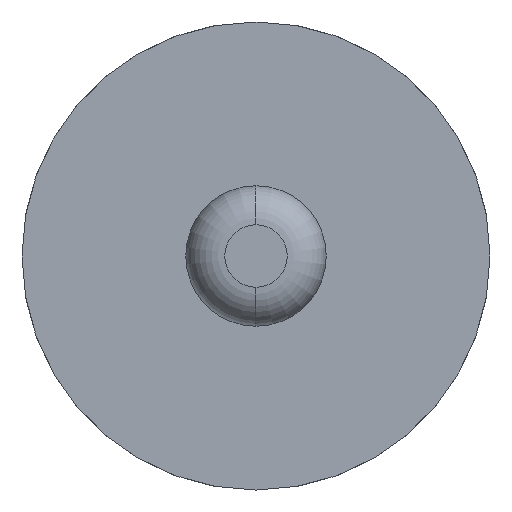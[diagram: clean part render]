
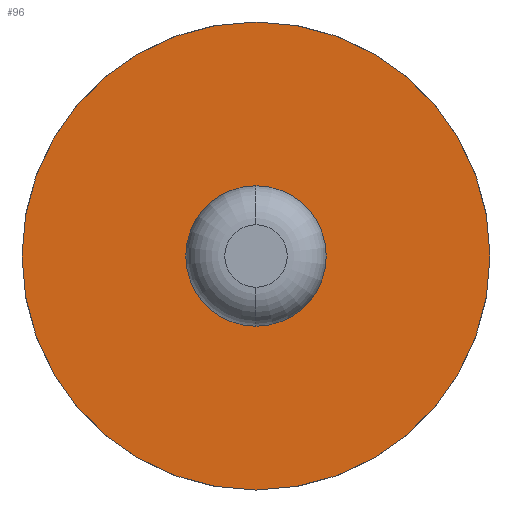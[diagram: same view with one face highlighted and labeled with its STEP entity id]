
A CAD part, left-side view. The second image highlights one B-rep face of the part: STEP entity #96.
In plain terms, the highlighted planar face has unit normal (-1, 0, 0).
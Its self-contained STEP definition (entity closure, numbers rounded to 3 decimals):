
#15 = CIRCLE ( 'NONE', #438, 3. ) ;
#61 = CIRCLE ( 'NONE', #695, 3. ) ;
#90 = VERTEX_POINT ( 'NONE', #219 ) ;
#94 = EDGE_CURVE ( 'NONE', #863, #174, #61, .T. ) ;
#96 = ADVANCED_FACE ( 'NONE', ( #283, #1007 ), #1144, .F. ) ;
#116 = CARTESIAN_POINT ( 'NONE',  ( 2147.555, 2409.98, 0. ) ) ;
#169 = CARTESIAN_POINT ( 'NONE',  ( 2147.555, 2409.08, 0. ) ) ;
#174 = VERTEX_POINT ( 'NONE', #1022 ) ;
#202 = EDGE_LOOP ( 'NONE', ( #476, #1086 ) ) ;
#219 = CARTESIAN_POINT ( 'NONE',  ( 2147.555, 2409.08, 0.9 ) ) ;
#230 = ORIENTED_EDGE ( 'NONE', *, *, #94, .T. ) ;
#246 = EDGE_CURVE ( 'NONE', #252, #90, #352, .T. ) ;
#248 = CARTESIAN_POINT ( 'NONE',  ( 2147.555, 2409.08, 0. ) ) ;
#252 = VERTEX_POINT ( 'NONE', #623 ) ;
#254 = DIRECTION ( 'NONE',  ( -1., 0., 0. ) ) ;
#280 = EDGE_LOOP ( 'NONE', ( #753, #230 ) ) ;
#283 = FACE_BOUND ( 'NONE', #202, .T. ) ;
#296 = DIRECTION ( 'NONE',  ( 0., 0., 1. ) ) ;
#352 = CIRCLE ( 'NONE', #774, 0.9 ) ;
#360 = AXIS2_PLACEMENT_3D ( 'NONE', #649, #406, #296 ) ;
#385 = DIRECTION ( 'NONE',  ( 0., 0., -1. ) ) ;
#393 = EDGE_CURVE ( 'NONE', #174, #863, #15, .T. ) ;
#406 = DIRECTION ( 'NONE',  ( -1., 0., 0. ) ) ;
#432 = DIRECTION ( 'NONE',  ( 0., 0., 1. ) ) ;
#438 = AXIS2_PLACEMENT_3D ( 'NONE', #248, #1088, #432 ) ;
#458 = CIRCLE ( 'NONE', #360, 0.9 ) ;
#469 = DIRECTION ( 'NONE',  ( 1., 0., 0. ) ) ;
#476 = ORIENTED_EDGE ( 'NONE', *, *, #936, .F. ) ;
#555 = DIRECTION ( 'NONE',  ( -1., 0., 0. ) ) ;
#623 = CARTESIAN_POINT ( 'NONE',  ( 2147.555, 2409.08, -0.9 ) ) ;
#649 = CARTESIAN_POINT ( 'NONE',  ( 2147.555, 2409.08, 0. ) ) ;
#695 = AXIS2_PLACEMENT_3D ( 'NONE', #1037, #555, #1133 ) ;
#753 = ORIENTED_EDGE ( 'NONE', *, *, #393, .T. ) ;
#774 = AXIS2_PLACEMENT_3D ( 'NONE', #169, #254, #991 ) ;
#844 = CARTESIAN_POINT ( 'NONE',  ( 2147.555, 2409.08, -3. ) ) ;
#863 = VERTEX_POINT ( 'NONE', #844 ) ;
#935 = AXIS2_PLACEMENT_3D ( 'NONE', #116, #469, #385 ) ;
#936 = EDGE_CURVE ( 'NONE', #90, #252, #458, .T. ) ;
#991 = DIRECTION ( 'NONE',  ( 0., 0., 1. ) ) ;
#1007 = FACE_OUTER_BOUND ( 'NONE', #280, .T. ) ;
#1022 = CARTESIAN_POINT ( 'NONE',  ( 2147.555, 2409.08, 3. ) ) ;
#1037 = CARTESIAN_POINT ( 'NONE',  ( 2147.555, 2409.08, 0. ) ) ;
#1086 = ORIENTED_EDGE ( 'NONE', *, *, #246, .F. ) ;
#1088 = DIRECTION ( 'NONE',  ( -1., 0., 0. ) ) ;
#1133 = DIRECTION ( 'NONE',  ( 0., 0., 1. ) ) ;
#1144 = PLANE ( 'NONE',  #935 ) ;
